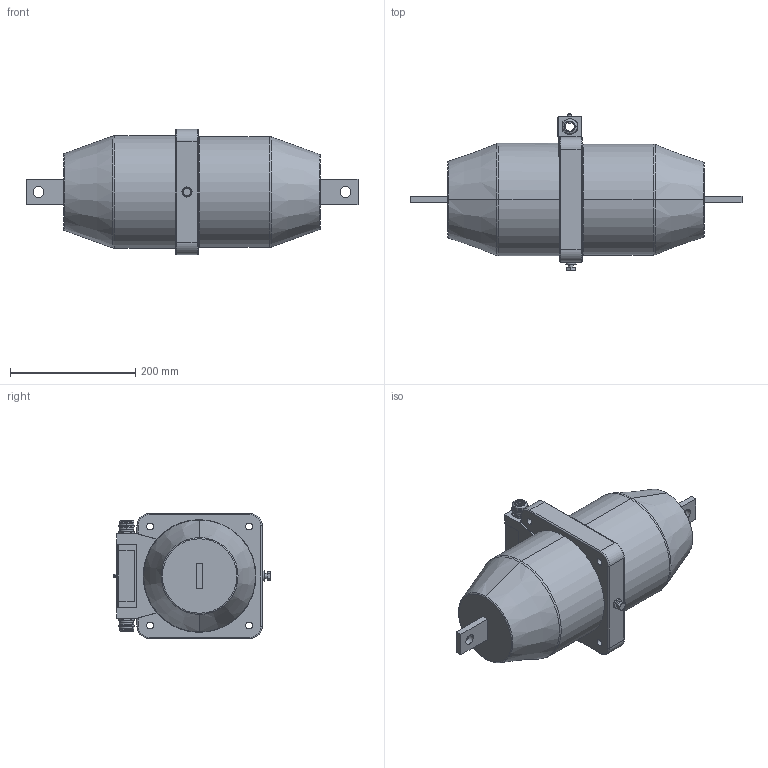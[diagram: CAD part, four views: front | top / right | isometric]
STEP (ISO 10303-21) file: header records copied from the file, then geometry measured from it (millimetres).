
FILE_DESCRIPTION (( 'STEP AP214' ), '1' );
FILE_NAME ('ARM-20c_400-500A.STEP', '2026-01-30T15:35:15', ( '' ), ( '' ), 'SwSTEP 2.0', 'SolidWorks 2020', '' );
FILE_SCHEMA (( 'AUTOMOTIVE_DESIGN' ));
Length unit declared in the file: millimetre
Products named in the file (1): ARM-20c_400-500A
Bounding box: 530 x 250.26 x 200 mm (x, y, z)
Volume: 9731618.3 mm3; surface area: 333463.7 mm2
Topology: 1 solids, 4 shells, 852 faces, 2368 edges, 1527 vertices
Faces by surface type: plane 403, bspline 168, cylinder 161, torus 82, cone 38
Entity records: 30083 total; most frequent: CARTESIAN_POINT 8066, ORIENTED_EDGE 4732, DIRECTION 3656, EDGE_CURVE 2366, VERTEX_POINT 1527, AXIS2_PLACEMENT_3D 1255, VECTOR 1146, LINE 1146
